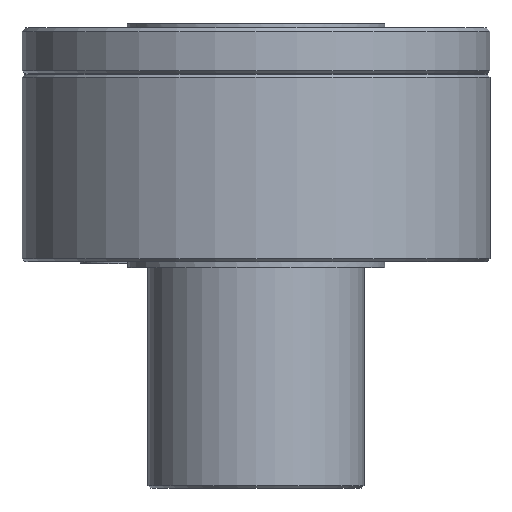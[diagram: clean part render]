
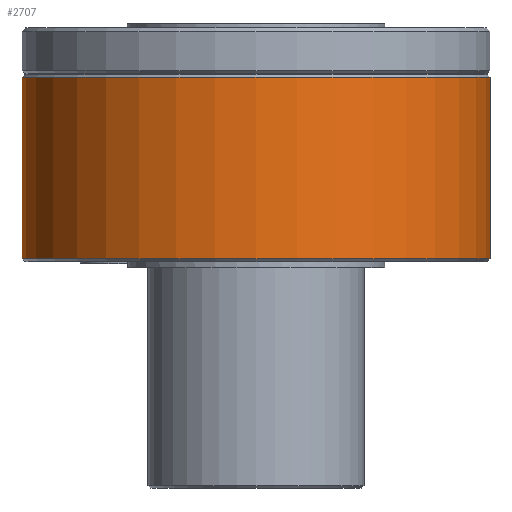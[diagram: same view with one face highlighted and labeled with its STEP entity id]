
A CAD part, front view. The second image highlights one B-rep face of the part: STEP entity #2707.
In plain terms, the highlighted cylindrical face has radius 31.75 mm (diameter 63.5 mm), a partial arc.
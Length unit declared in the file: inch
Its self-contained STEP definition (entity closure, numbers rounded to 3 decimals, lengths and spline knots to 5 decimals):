
#104 = DIRECTION ( 'NONE',  ( 0., 0., 1. ) ) ;
#374 = ORIENTED_EDGE ( 'NONE', *, *, #2075, .F. ) ;
#409 = ORIENTED_EDGE ( 'NONE', *, *, #2876, .T. ) ;
#562 = ORIENTED_EDGE ( 'NONE', *, *, #1343, .T. ) ;
#638 = ORIENTED_EDGE ( 'NONE', *, *, #5957, .T. ) ;
#711 = DIRECTION ( 'NONE',  ( 0., 0., 1. ) ) ;
#925 = VERTEX_POINT ( 'NONE', #6275 ) ;
#1064 = DIRECTION ( 'NONE',  ( 1., 0., 0. ) ) ;
#1133 = CARTESIAN_POINT ( 'NONE',  ( 1.25, -3., 0.015 ) ) ;
#1343 = EDGE_CURVE ( 'NONE', #1641, #925, #4574, .T. ) ;
#1613 = CYLINDRICAL_SURFACE ( 'NONE', #5717, 1.25 ) ;
#1641 = VERTEX_POINT ( 'NONE', #1133 ) ;
#1757 = DIRECTION ( 'NONE',  ( 1., 0., 0. ) ) ;
#1872 = DIRECTION ( 'NONE',  ( 0., 0., 1. ) ) ;
#2075 = EDGE_CURVE ( 'NONE', #4449, #6543, #3447, .T. ) ;
#2343 = DIRECTION ( 'NONE',  ( 1., 0., 0. ) ) ;
#2345 = AXIS2_PLACEMENT_3D ( 'NONE', #4460, #6615, #1757 ) ;
#2707 = ADVANCED_FACE ( 'NONE', ( #6479 ), #1613, .T. ) ;
#2773 = EDGE_LOOP ( 'NONE', ( #374, #409, #562, #638 ) ) ;
#2876 = EDGE_CURVE ( 'NONE', #4449, #1641, #3221, .T. ) ;
#3221 = CIRCLE ( 'NONE', #3223, 1.25 ) ;
#3223 = AXIS2_PLACEMENT_3D ( 'NONE', #5024, #104, #2343 ) ;
#3447 = LINE ( 'NONE', #5615, #6735 ) ;
#3459 = CARTESIAN_POINT ( 'NONE',  ( -1.25, -3., 0.015 ) ) ;
#3787 = CARTESIAN_POINT ( 'NONE',  ( 0., -3., 0. ) ) ;
#4114 = CARTESIAN_POINT ( 'NONE',  ( -1.25, -3., 0.985 ) ) ;
#4449 = VERTEX_POINT ( 'NONE', #3459 ) ;
#4460 = CARTESIAN_POINT ( 'NONE',  ( 0., -3., 0.985 ) ) ;
#4574 = LINE ( 'NONE', #6731, #4667 ) ;
#4667 = VECTOR ( 'NONE', #1872, 39.37008 ) ;
#5024 = CARTESIAN_POINT ( 'NONE',  ( 0., -3., 0.015 ) ) ;
#5387 = CIRCLE ( 'NONE', #2345, 1.25 ) ;
#5615 = CARTESIAN_POINT ( 'NONE',  ( -1.25, -3., 0. ) ) ;
#5717 = AXIS2_PLACEMENT_3D ( 'NONE', #3787, #5948, #1064 ) ;
#5948 = DIRECTION ( 'NONE',  ( 0., 0., 1. ) ) ;
#5957 = EDGE_CURVE ( 'NONE', #925, #6543, #5387, .T. ) ;
#6275 = CARTESIAN_POINT ( 'NONE',  ( 1.25, -3., 0.985 ) ) ;
#6479 = FACE_OUTER_BOUND ( 'NONE', #2773, .T. ) ;
#6543 = VERTEX_POINT ( 'NONE', #4114 ) ;
#6615 = DIRECTION ( 'NONE',  ( 0., 0., -1. ) ) ;
#6731 = CARTESIAN_POINT ( 'NONE',  ( 1.25, -3., 0. ) ) ;
#6735 = VECTOR ( 'NONE', #711, 39.37008 ) ;
